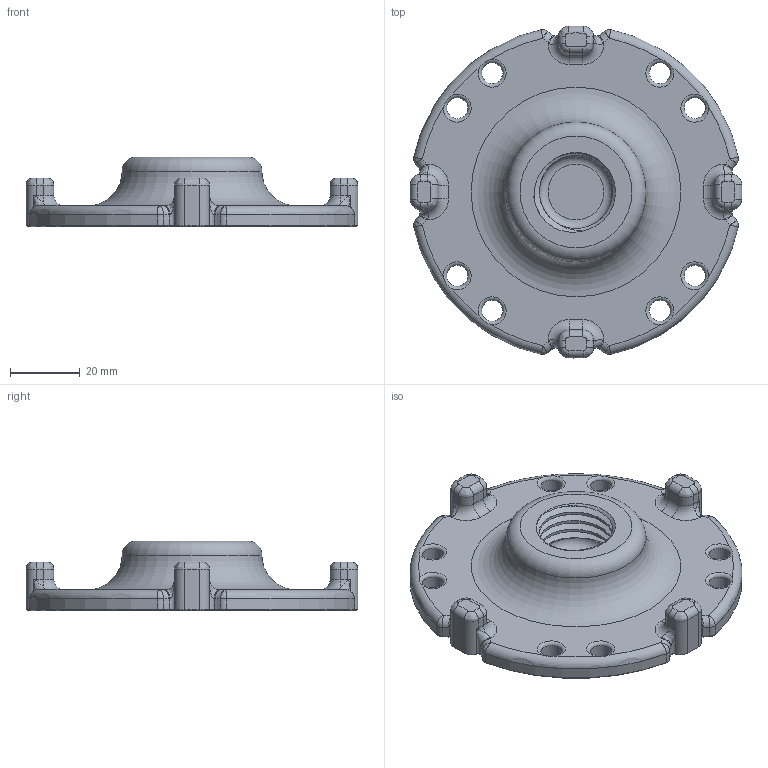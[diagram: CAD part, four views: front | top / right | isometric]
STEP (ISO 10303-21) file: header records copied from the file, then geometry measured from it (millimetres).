
FILE_DESCRIPTION(/* description */ (''),/* implementation_level */ '2;1');
FILE_NAME(/* name */ 'OSSM - Toy Mounting_Default_Tie Down and Suction Plate 100mm_step.stp',/* time_stamp */ '2025-03-30T00:33:12-04:00',/* author */ (''),/* organization */ (''),/* preprocessor_version */ 'ST-DEVELOPER v20.1',/* originating_system */ 'Autodesk Translation Framework v14.4.0.0',/* authorisation */ '');
FILE_SCHEMA (('AUTOMOTIVE_DESIGN { 1 0 10303 214 3 1 1 }'));
Length unit declared in the file: millimetre
Products named in the file (1): Tie Down and Suction Plate 100mm
Bounding box: 94.99 x 94.99 x 20 mm (x, y, z)
Volume: 57579.4 mm3; surface area: 19180 mm2
Topology: 1 solids, 1 shells, 259 faces, 636 edges, 357 vertices
Faces by surface type: cylinder 97, bspline 50, cone 48, torus 43, plane 21
Full cylindrical faces by diameter (mm): 6 x8, 21.002 x2, 24.349 x3
Entity records: 10823 total; most frequent: CARTESIAN_POINT 4922, DIRECTION 1262, ORIENTED_EDGE 1240, EDGE_CURVE 620, AXIS2_PLACEMENT_3D 544, VERTEX_POINT 357, CIRCLE 334, EDGE_LOOP 269
